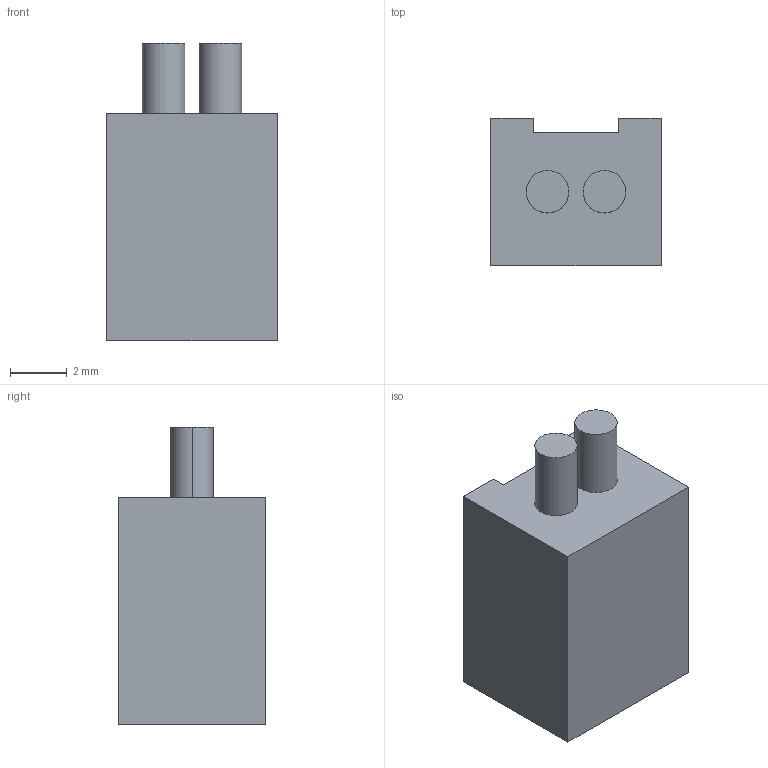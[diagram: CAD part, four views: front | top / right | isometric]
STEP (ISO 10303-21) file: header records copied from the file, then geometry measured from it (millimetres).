
FILE_DESCRIPTION((''),'2;1');
FILE_NAME('PLUG_INSIDE_LOOSE','2025-04-16T12:22:55',('Constantin Schempp'),(''),'CREO PARAMETRIC BY PTC INC, 2024063','CREO PARAMETRIC BY PTC INC, 2024063','');
FILE_SCHEMA(('CONFIG_CONTROL_DESIGN'));
Length unit declared in the file: millimetre
Products named in the file (1): PLUG_INSIDE_LOOSE
Bounding box: 6 x 5.2 x 10.5 mm (x, y, z)
Volume: 241.4 mm3; surface area: 290.2 mm2
Topology: 1 solids, 1 shells, 26 faces, 85 edges, 70 vertices
Faces by surface type: plane 22, cylinder 4
Entity records: 934 total; most frequent: CARTESIAN_POINT 152, DIRECTION 151, ORIENTED_EDGE 120, VECTOR 73, LINE 73, EDGE_CURVE 60, VERTEX_POINT 40, AXIS2_PLACEMENT_3D 39
